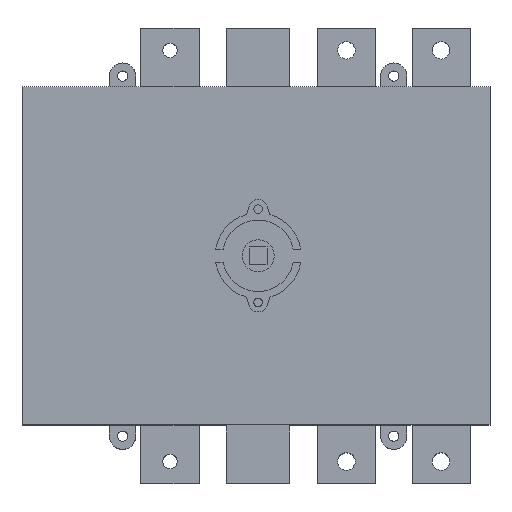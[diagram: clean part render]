
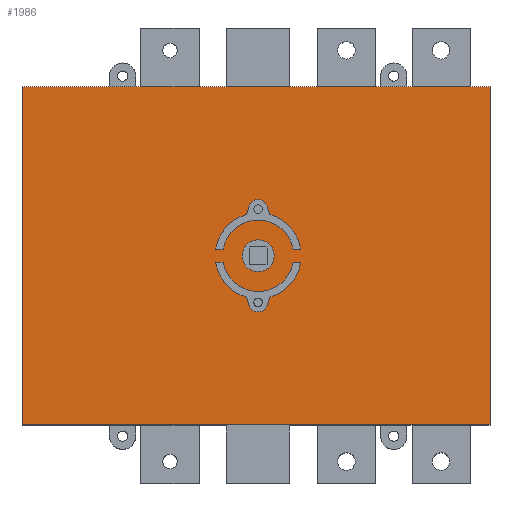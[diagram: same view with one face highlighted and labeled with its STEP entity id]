
A CAD part, top view. The second image highlights one B-rep face of the part: STEP entity #1986.
In plain terms, the highlighted planar face has unit normal (0, 0, 1).
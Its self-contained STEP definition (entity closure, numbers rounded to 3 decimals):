
#63=FACE_BOUND('',#308,.T.);
#64=FACE_BOUND('',#309,.T.);
#65=FACE_BOUND('',#310,.T.);
#143=FACE_OUTER_BOUND('',#307,.T.);
#307=EDGE_LOOP('',(#1291,#1292,#1293,#1294));
#308=EDGE_LOOP('',(#1295,#1296,#1297,#1298,#1299,#1300,#1301,#1302));
#309=EDGE_LOOP('',(#1303,#1304,#1305,#1306,#1307,#1308,#1309,#1310));
#310=EDGE_LOOP('',(#1311));
#528=VERTEX_POINT('',#9666);
#529=VERTEX_POINT('',#9668);
#584=VERTEX_POINT('',#9779);
#585=VERTEX_POINT('',#9781);
#610=VERTEX_POINT('',#9842);
#612=VERTEX_POINT('',#9857);
#613=VERTEX_POINT('',#9858);
#614=VERTEX_POINT('',#9860);
#615=VERTEX_POINT('',#9862);
#616=VERTEX_POINT('',#9864);
#617=VERTEX_POINT('',#9866);
#618=VERTEX_POINT('',#9868);
#619=VERTEX_POINT('',#9870);
#620=VERTEX_POINT('',#9873);
#621=VERTEX_POINT('',#9874);
#622=VERTEX_POINT('',#9876);
#623=VERTEX_POINT('',#9878);
#624=VERTEX_POINT('',#9880);
#625=VERTEX_POINT('',#9882);
#626=VERTEX_POINT('',#9884);
#627=VERTEX_POINT('',#9886);
#790=EDGE_CURVE('',#528,#529,#4349,.T.);
#846=EDGE_CURVE('',#584,#585,#4405,.T.);
#868=EDGE_CURVE('',#585,#528,#4427,.T.);
#876=EDGE_CURVE('',#610,#610,#2289,.T.);
#882=EDGE_CURVE('',#529,#584,#4437,.T.);
#883=EDGE_CURVE('',#612,#613,#2291,.T.);
#884=EDGE_CURVE('',#613,#614,#4438,.T.);
#885=EDGE_CURVE('',#614,#615,#2292,.T.);
#886=EDGE_CURVE('',#615,#616,#4439,.T.);
#887=EDGE_CURVE('',#616,#617,#2293,.T.);
#888=EDGE_CURVE('',#617,#618,#4440,.T.);
#889=EDGE_CURVE('',#618,#619,#2294,.T.);
#890=EDGE_CURVE('',#619,#612,#4441,.T.);
#891=EDGE_CURVE('',#620,#621,#2295,.T.);
#892=EDGE_CURVE('',#621,#622,#4442,.T.);
#893=EDGE_CURVE('',#622,#623,#2296,.T.);
#894=EDGE_CURVE('',#623,#624,#4443,.T.);
#895=EDGE_CURVE('',#624,#625,#2297,.T.);
#896=EDGE_CURVE('',#625,#626,#4444,.T.);
#897=EDGE_CURVE('',#626,#627,#2298,.T.);
#898=EDGE_CURVE('',#627,#620,#4445,.T.);
#1291=ORIENTED_EDGE('',*,*,#882,.F.);
#1292=ORIENTED_EDGE('',*,*,#790,.F.);
#1293=ORIENTED_EDGE('',*,*,#868,.F.);
#1294=ORIENTED_EDGE('',*,*,#846,.F.);
#1295=ORIENTED_EDGE('',*,*,#883,.T.);
#1296=ORIENTED_EDGE('',*,*,#884,.T.);
#1297=ORIENTED_EDGE('',*,*,#885,.T.);
#1298=ORIENTED_EDGE('',*,*,#886,.T.);
#1299=ORIENTED_EDGE('',*,*,#887,.T.);
#1300=ORIENTED_EDGE('',*,*,#888,.T.);
#1301=ORIENTED_EDGE('',*,*,#889,.T.);
#1302=ORIENTED_EDGE('',*,*,#890,.T.);
#1303=ORIENTED_EDGE('',*,*,#891,.T.);
#1304=ORIENTED_EDGE('',*,*,#892,.T.);
#1305=ORIENTED_EDGE('',*,*,#893,.T.);
#1306=ORIENTED_EDGE('',*,*,#894,.T.);
#1307=ORIENTED_EDGE('',*,*,#895,.T.);
#1308=ORIENTED_EDGE('',*,*,#896,.T.);
#1309=ORIENTED_EDGE('',*,*,#897,.T.);
#1310=ORIENTED_EDGE('',*,*,#898,.T.);
#1311=ORIENTED_EDGE('',*,*,#876,.T.);
#1864=PLANE('',#5644);
#1986=ADVANCED_FACE('',(#143,#63,#64,#65),#1864,.T.);
#2289=CIRCLE('',#5637,11.);
#2291=CIRCLE('',#5645,29.501);
#2292=CIRCLE('',#5646,6.499);
#2293=CIRCLE('',#5647,29.501);
#2294=CIRCLE('',#5648,24.501);
#2295=CIRCLE('',#5649,29.501);
#2296=CIRCLE('',#5650,24.501);
#2297=CIRCLE('',#5651,29.501);
#2298=CIRCLE('',#5652,6.499);
#4349=LINE('',#9669,#5186);
#4405=LINE('',#9782,#5242);
#4427=LINE('',#9825,#5264);
#4437=LINE('',#9856,#5274);
#4438=LINE('',#9861,#5275);
#4439=LINE('',#9865,#5276);
#4440=LINE('',#9869,#5277);
#4441=LINE('',#9872,#5278);
#4442=LINE('',#9877,#5279);
#4443=LINE('',#9881,#5280);
#4444=LINE('',#9885,#5281);
#4445=LINE('',#9888,#5282);
#5186=VECTOR('',#6784,10.);
#5242=VECTOR('',#6842,10.);
#5264=VECTOR('',#6870,10.);
#5274=VECTOR('',#6906,10.);
#5275=VECTOR('',#6909,10.);
#5276=VECTOR('',#6912,10.);
#5277=VECTOR('',#6915,10.);
#5278=VECTOR('',#6918,10.);
#5279=VECTOR('',#6921,10.);
#5280=VECTOR('',#6924,10.);
#5281=VECTOR('',#6927,10.);
#5282=VECTOR('',#6930,10.);
#5637=AXIS2_PLACEMENT_3D('',#9843,#6886,#6887);
#5644=AXIS2_PLACEMENT_3D('',#9855,#6904,#6905);
#5645=AXIS2_PLACEMENT_3D('',#9859,#6907,#6908);
#5646=AXIS2_PLACEMENT_3D('',#9863,#6910,#6911);
#5647=AXIS2_PLACEMENT_3D('',#9867,#6913,#6914);
#5648=AXIS2_PLACEMENT_3D('',#9871,#6916,#6917);
#5649=AXIS2_PLACEMENT_3D('',#9875,#6919,#6920);
#5650=AXIS2_PLACEMENT_3D('',#9879,#6922,#6923);
#5651=AXIS2_PLACEMENT_3D('',#9883,#6925,#6926);
#5652=AXIS2_PLACEMENT_3D('',#9887,#6928,#6929);
#6784=DIRECTION('',(-1.,0.,0.));
#6842=DIRECTION('',(1.,0.,0.));
#6870=DIRECTION('',(0.,-1.,0.));
#6886=DIRECTION('center_axis',(0.,0.,-1.));
#6887=DIRECTION('ref_axis',(-1.,0.,0.));
#6904=DIRECTION('center_axis',(0.,0.,1.));
#6905=DIRECTION('ref_axis',(1.,0.,0.));
#6906=DIRECTION('',(0.,1.,0.));
#6907=DIRECTION('center_axis',(0.,0.,-1.));
#6908=DIRECTION('ref_axis',(0.271,-0.963,0.));
#6909=DIRECTION('',(0.308,0.951,0.));
#6910=DIRECTION('center_axis',(0.,0.,-1.));
#6911=DIRECTION('ref_axis',(-0.951,-0.308,0.));
#6912=DIRECTION('',(0.308,-0.951,0.));
#6913=DIRECTION('center_axis',(0.,0.,-1.));
#6914=DIRECTION('ref_axis',(-0.988,-0.153,0.));
#6915=DIRECTION('',(-1.,0.,0.));
#6916=DIRECTION('center_axis',(0.,0.,1.));
#6917=DIRECTION('ref_axis',(0.983,0.184,0.));
#6918=DIRECTION('',(-1.,0.,0.));
#6919=DIRECTION('center_axis',(0.,0.,-1.));
#6920=DIRECTION('ref_axis',(-0.988,-0.153,0.));
#6921=DIRECTION('',(1.,0.,0.));
#6922=DIRECTION('center_axis',(0.,0.,1.));
#6923=DIRECTION('ref_axis',(0.983,0.184,0.));
#6924=DIRECTION('',(1.,0.,0.));
#6925=DIRECTION('center_axis',(0.,0.,-1.));
#6926=DIRECTION('ref_axis',(0.271,-0.963,0.));
#6927=DIRECTION('',(-0.308,-0.951,0.));
#6928=DIRECTION('center_axis',(0.,0.,-1.));
#6929=DIRECTION('ref_axis',(-0.951,-0.308,0.));
#6930=DIRECTION('',(-0.308,0.951,0.));
#9666=CARTESIAN_POINT('',(321.,-116.,143.5));
#9668=CARTESIAN_POINT('',(0.,-116.,143.5));
#9669=CARTESIAN_POINT('',(0.,-116.,143.5));
#9779=CARTESIAN_POINT('',(0.,116.,143.5));
#9781=CARTESIAN_POINT('',(321.,116.,143.5));
#9782=CARTESIAN_POINT('',(321.,116.,143.5));
#9825=CARTESIAN_POINT('',(321.,-116.,143.5));
#9842=CARTESIAN_POINT('',(173.,0.,143.5));
#9843=CARTESIAN_POINT('Origin',(162.,0.,143.5));
#9855=CARTESIAN_POINT('Origin',(160.5,0.,143.5));
#9856=CARTESIAN_POINT('',(0.,116.,143.5));
#9857=CARTESIAN_POINT('',(132.844,4.501,143.5));
#9858=CARTESIAN_POINT('',(153.999,28.395,143.5));
#9859=CARTESIAN_POINT('Origin',(162.,0.,143.5));
#9860=CARTESIAN_POINT('',(155.816,34.006,143.5));
#9861=CARTESIAN_POINT('',(150.146,16.498,143.5));
#9862=CARTESIAN_POINT('',(168.182,34.006,143.5));
#9863=CARTESIAN_POINT('Origin',(161.999,32.004,143.5));
#9864=CARTESIAN_POINT('',(169.999,28.395,143.5));
#9865=CARTESIAN_POINT('',(172.801,19.743,143.5));
#9866=CARTESIAN_POINT('',(191.155,4.501,143.5));
#9867=CARTESIAN_POINT('Origin',(162.,0.,143.5));
#9868=CARTESIAN_POINT('',(186.084,4.501,143.5));
#9869=CARTESIAN_POINT('',(175.828,4.501,143.5));
#9870=CARTESIAN_POINT('',(137.916,4.501,143.5));
#9871=CARTESIAN_POINT('Origin',(162.,0.,143.5));
#9872=CARTESIAN_POINT('',(149.208,4.501,143.5));
#9873=CARTESIAN_POINT('',(153.999,-28.395,143.5));
#9874=CARTESIAN_POINT('',(132.844,-4.501,143.5));
#9875=CARTESIAN_POINT('Origin',(162.,0.,143.5));
#9876=CARTESIAN_POINT('',(137.916,-4.501,143.5));
#9877=CARTESIAN_POINT('',(146.672,-4.501,143.5));
#9878=CARTESIAN_POINT('',(186.084,-4.501,143.5));
#9879=CARTESIAN_POINT('Origin',(162.,0.,143.5));
#9880=CARTESIAN_POINT('',(191.155,-4.501,143.5));
#9881=CARTESIAN_POINT('',(173.292,-4.501,143.5));
#9882=CARTESIAN_POINT('',(169.999,-28.395,143.5));
#9883=CARTESIAN_POINT('Origin',(162.,0.,143.5));
#9884=CARTESIAN_POINT('',(168.182,-34.006,143.5));
#9885=CARTESIAN_POINT('',(173.71,-16.938,143.5));
#9886=CARTESIAN_POINT('',(155.816,-34.006,143.5));
#9887=CARTESIAN_POINT('Origin',(161.999,-32.004,143.5));
#9888=CARTESIAN_POINT('',(151.055,-19.304,143.5));
